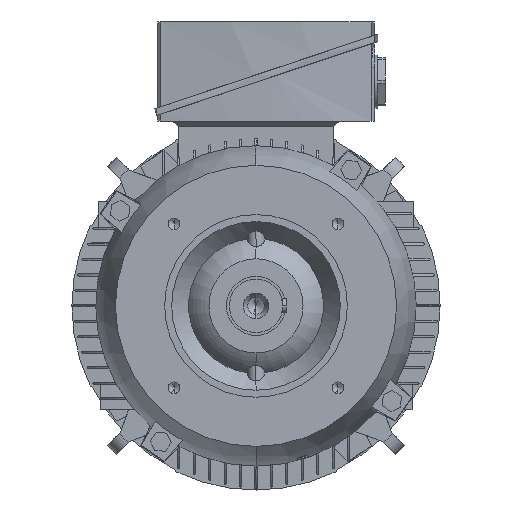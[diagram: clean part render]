
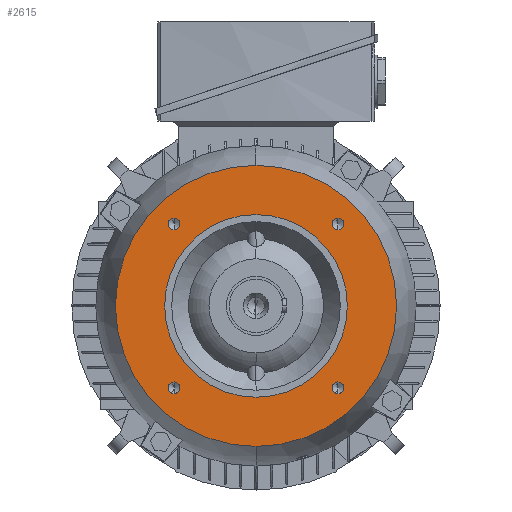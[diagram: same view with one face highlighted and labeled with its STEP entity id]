
A CAD part, left-side view. The second image highlights one B-rep face of the part: STEP entity #2615.
In plain terms, the highlighted planar face has unit normal (-1, 0, 0).
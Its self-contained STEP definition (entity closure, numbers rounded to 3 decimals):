
#2615=ADVANCED_FACE('',(#5259,#5260,#5261,#5262,#5263,#5264),#5265,.T.);
#5259=FACE_BOUND('',#7899,.T.);
#5260=FACE_BOUND('',#7900,.T.);
#5261=FACE_BOUND('',#7901,.T.);
#5262=FACE_BOUND('',#7902,.T.);
#5263=FACE_OUTER_BOUND('',#7903,.T.);
#5264=FACE_BOUND('',#7904,.T.);
#5265=PLANE('',#7905);
#7899=EDGE_LOOP('',(#16227,#16228));
#7900=EDGE_LOOP('',(#16229,#16230));
#7901=EDGE_LOOP('',(#16231,#16232));
#7902=EDGE_LOOP('',(#16233,#16234));
#7903=EDGE_LOOP('',(#16235,#16236));
#7904=EDGE_LOOP('',(#16237,#16238));
#7905=AXIS2_PLACEMENT_3D('',#16239,#16240,#16241);
#16227=ORIENTED_EDGE('',*,*,#19478,.T.);
#16228=ORIENTED_EDGE('',*,*,#16295,.T.);
#16229=ORIENTED_EDGE('',*,*,#19482,.T.);
#16230=ORIENTED_EDGE('',*,*,#16287,.T.);
#16231=ORIENTED_EDGE('',*,*,#19486,.T.);
#16232=ORIENTED_EDGE('',*,*,#16279,.T.);
#16233=ORIENTED_EDGE('',*,*,#19490,.T.);
#16234=ORIENTED_EDGE('',*,*,#16271,.T.);
#16235=ORIENTED_EDGE('',*,*,#19466,.F.);
#16236=ORIENTED_EDGE('',*,*,#16309,.F.);
#16237=ORIENTED_EDGE('',*,*,#16247,.T.);
#16238=ORIENTED_EDGE('',*,*,#19544,.T.);
#16239=CARTESIAN_POINT('',(-50.5,0.0,82.5));
#16240=DIRECTION('',(-1.0,0.0,0.));
#16241=DIRECTION('',(0.,0.0,-1.0));
#16247=EDGE_CURVE('',#19549,#19553,#19555,.T.);
#16271=EDGE_CURVE('',#19593,#19590,#19594,.T.);
#16279=EDGE_CURVE('',#19606,#19603,#19607,.T.);
#16287=EDGE_CURVE('',#19619,#19616,#19620,.T.);
#16295=EDGE_CURVE('',#19632,#19629,#19633,.T.);
#16309=EDGE_CURVE('',#19653,#19656,#19657,.T.);
#19466=EDGE_CURVE('',#19656,#19653,#24368,.T.);
#19478=EDGE_CURVE('',#19629,#19632,#24381,.T.);
#19482=EDGE_CURVE('',#19616,#19619,#24385,.T.);
#19486=EDGE_CURVE('',#19603,#19606,#24389,.T.);
#19490=EDGE_CURVE('',#19590,#19593,#24393,.T.);
#19544=EDGE_CURVE('',#19553,#19549,#24457,.T.);
#19549=VERTEX_POINT('',#24462);
#19553=VERTEX_POINT('',#24467);
#19555=CIRCLE('',#24470,65.0);
#19590=VERTEX_POINT('',#24645);
#19593=VERTEX_POINT('',#24649);
#19594=CIRCLE('',#24650,4.19);
#19603=VERTEX_POINT('',#24662);
#19606=VERTEX_POINT('',#24666);
#19607=CIRCLE('',#24667,4.19);
#19616=VERTEX_POINT('',#24679);
#19619=VERTEX_POINT('',#24683);
#19620=CIRCLE('',#24684,4.19);
#19629=VERTEX_POINT('',#24696);
#19632=VERTEX_POINT('',#24700);
#19633=CIRCLE('',#24701,4.19);
#19653=VERTEX_POINT('',#24737);
#19656=VERTEX_POINT('',#24740);
#19657=CIRCLE('',#24741,100.);
#24368=CIRCLE('',#37981,100.);
#24381=CIRCLE('',#38115,4.19);
#24385=CIRCLE('',#38119,4.19);
#24389=CIRCLE('',#38123,4.19);
#24393=CIRCLE('',#38127,4.19);
#24457=CIRCLE('',#38345,65.0);
#24462=CARTESIAN_POINT('',(-50.5,0.0,65.0));
#24467=CARTESIAN_POINT('',(-50.5,0.,-65.0));
#24470=AXIS2_PLACEMENT_3D('',#38353,#38354,#38355);
#24645=CARTESIAN_POINT('',(-50.5,-58.336,54.146));
#24649=CARTESIAN_POINT('',(-50.5,-58.336,62.526));
#24650=AXIS2_PLACEMENT_3D('',#38381,#38382,#38383);
#24662=CARTESIAN_POINT('',(-50.5,-58.336,-62.526));
#24666=CARTESIAN_POINT('',(-50.5,-58.336,-54.146));
#24667=AXIS2_PLACEMENT_3D('',#38391,#38392,#38393);
#24679=CARTESIAN_POINT('',(-50.5,58.336,-62.526));
#24683=CARTESIAN_POINT('',(-50.5,58.336,-54.146));
#24684=AXIS2_PLACEMENT_3D('',#38401,#38402,#38403);
#24696=CARTESIAN_POINT('',(-50.5,58.336,54.146));
#24700=CARTESIAN_POINT('',(-50.5,58.336,62.526));
#24701=AXIS2_PLACEMENT_3D('',#38411,#38412,#38413);
#24737=CARTESIAN_POINT('',(-50.5,0.,-100.));
#24740=CARTESIAN_POINT('',(-50.5,0.0,100.));
#24741=AXIS2_PLACEMENT_3D('',#38431,#38432,#38433);
#37981=AXIS2_PLACEMENT_3D('',#41398,#41399,#41400);
#38115=AXIS2_PLACEMENT_3D('',#41410,#41411,#41412);
#38119=AXIS2_PLACEMENT_3D('',#41416,#41417,#41418);
#38123=AXIS2_PLACEMENT_3D('',#41422,#41423,#41424);
#38127=AXIS2_PLACEMENT_3D('',#41428,#41429,#41430);
#38345=AXIS2_PLACEMENT_3D('',#41466,#41467,#41468);
#38353=CARTESIAN_POINT('',(-50.5,0.0,0.0));
#38354=DIRECTION('',(1.0,0.0,-0.0));
#38355=DIRECTION('',(0.0,0.0,1.0));
#38381=CARTESIAN_POINT('',(-50.5,-58.336,58.336));
#38382=DIRECTION('',(1.0,0.0,0.));
#38383=DIRECTION('',(0.,0.0,-1.0));
#38391=CARTESIAN_POINT('',(-50.5,-58.336,-58.336));
#38392=DIRECTION('',(1.0,0.0,0.));
#38393=DIRECTION('',(0.,0.0,-1.0));
#38401=CARTESIAN_POINT('',(-50.5,58.336,-58.336));
#38402=DIRECTION('',(1.0,0.0,0.));
#38403=DIRECTION('',(0.,0.0,-1.0));
#38411=CARTESIAN_POINT('',(-50.5,58.336,58.336));
#38412=DIRECTION('',(1.0,0.0,0.));
#38413=DIRECTION('',(0.,0.0,-1.0));
#38431=CARTESIAN_POINT('',(-50.5,0.0,0.0));
#38432=DIRECTION('',(1.0,0.0,-0.0));
#38433=DIRECTION('',(0.0,0.0,1.0));
#41398=CARTESIAN_POINT('',(-50.5,0.0,0.0));
#41399=DIRECTION('',(1.0,0.0,-0.0));
#41400=DIRECTION('',(0.0,0.0,1.0));
#41410=CARTESIAN_POINT('',(-50.5,58.336,58.336));
#41411=DIRECTION('',(1.0,0.0,0.));
#41412=DIRECTION('',(0.,0.0,-1.0));
#41416=CARTESIAN_POINT('',(-50.5,58.336,-58.336));
#41417=DIRECTION('',(1.0,0.0,0.));
#41418=DIRECTION('',(0.,0.0,-1.0));
#41422=CARTESIAN_POINT('',(-50.5,-58.336,-58.336));
#41423=DIRECTION('',(1.0,0.0,0.));
#41424=DIRECTION('',(0.,0.0,-1.0));
#41428=CARTESIAN_POINT('',(-50.5,-58.336,58.336));
#41429=DIRECTION('',(1.0,0.0,0.));
#41430=DIRECTION('',(0.,0.0,-1.0));
#41466=CARTESIAN_POINT('',(-50.5,0.0,0.0));
#41467=DIRECTION('',(1.0,0.0,-0.0));
#41468=DIRECTION('',(0.0,0.0,1.0));
